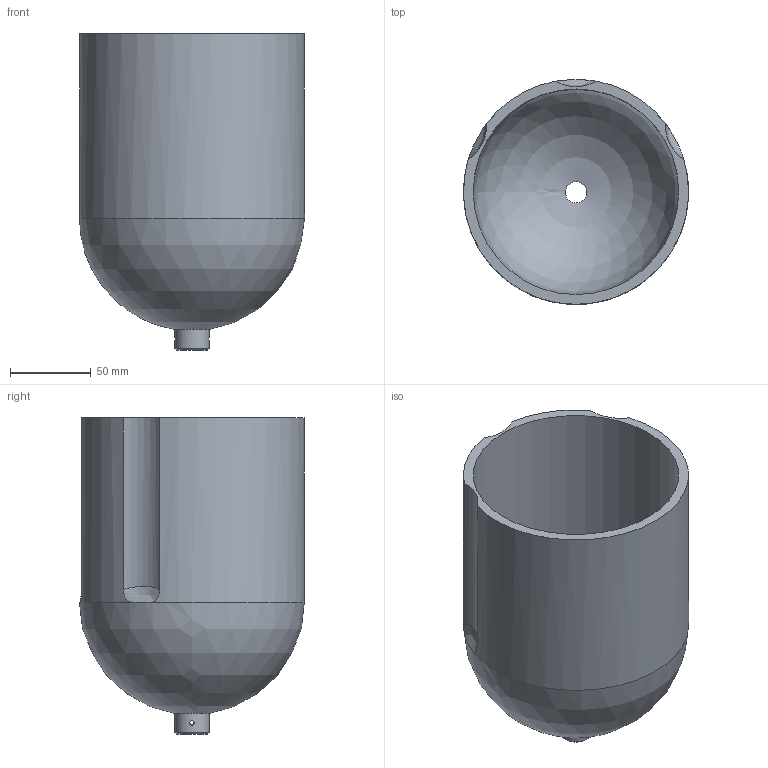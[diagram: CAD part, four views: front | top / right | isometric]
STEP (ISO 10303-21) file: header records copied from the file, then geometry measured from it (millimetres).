
FILE_DESCRIPTION(/* description */ (''),/* implementation_level */ '2;1');
FILE_NAME(/* name */ 'MEndTurned.stp',/* time_stamp */ '2022-09-29T11:45:26-07:00',/* author */ ('Val'),/* organization */ (''),/* preprocessor_version */ 'ST-DEVELOPER v18.1',/* originating_system */ 'Autodesk Inventor 2020',/* authorisation */ '');
FILE_SCHEMA (('AUTOMOTIVE_DESIGN { 1 0 10303 214 3 1 1 }'));
Length unit declared in the file: inch
Products named in the file (1): MEndTurned
Bounding box: 139.68 x 139.65 x 196.15 mm (x, y, z)
Volume: 437187.2 mm3; surface area: 156250.4 mm2
Topology: 1 solids, 1 shells, 19 faces, 59 edges, 40 vertices
Faces by surface type: cylinder 11, bspline 3, plane 2, sphere 2, cone 1
Full cylindrical faces by diameter (mm): 2.7 x2, 13.2 x1, 21.2 x1, 127.566 x1
Entity records: 1235 total; most frequent: CARTESIAN_POINT 671, ORIENTED_EDGE 118, DIRECTION 100, EDGE_CURVE 59, AXIS2_PLACEMENT_3D 43, VERTEX_POINT 40, CIRCLE 26, EDGE_LOOP 23
